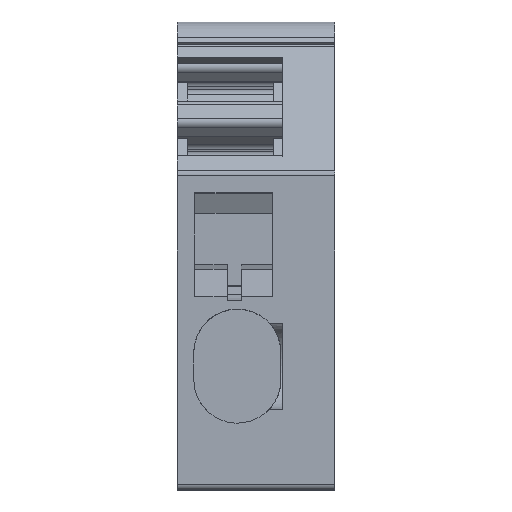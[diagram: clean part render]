
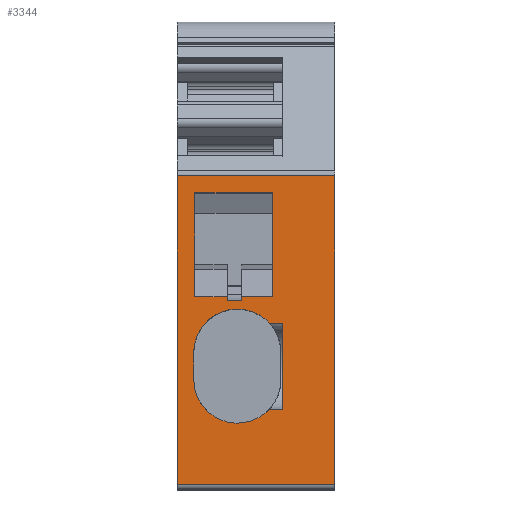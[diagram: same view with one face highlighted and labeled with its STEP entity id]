
A CAD part, top view. The second image highlights one B-rep face of the part: STEP entity #3344.
In plain terms, the highlighted planar face has unit normal (0, 0, 1).
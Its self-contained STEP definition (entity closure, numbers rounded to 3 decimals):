
#3163=AXIS2_PLACEMENT_3D('Plane Axis2P3D',#3160,#3161,#3162) ;
#1569=CARTESIAN_POINT('Vertex',(0.,0.25,42.)) ;
#1572=CARTESIAN_POINT('Line Origine',(0.,7.683,42.)) ;
#1576=CARTESIAN_POINT('Vertex',(0.,15.116,42.)) ;
#2517=CARTESIAN_POINT('Vertex',(7.6,15.116,42.)) ;
#2520=CARTESIAN_POINT('Line Origine',(7.6,7.683,42.)) ;
#2524=CARTESIAN_POINT('Vertex',(7.6,0.25,42.)) ;
#3148=CARTESIAN_POINT('Line Origine',(7.6,0.25,42.)) ;
#3160=CARTESIAN_POINT('Axis2P3D Location',(7.6,15.116,42.)) ;
#3165=CARTESIAN_POINT('Line Origine',(3.8,15.116,42.)) ;
#3176=CARTESIAN_POINT('Line Origine',(3.845,9.303,42.)) ;
#3180=CARTESIAN_POINT('Vertex',(3.09,9.303,42.)) ;
#3182=CARTESIAN_POINT('Vertex',(4.6,9.303,42.)) ;
#3185=CARTESIAN_POINT('Line Origine',(3.09,9.201,42.)) ;
#3189=CARTESIAN_POINT('Vertex',(3.09,9.1,42.)) ;
#3192=CARTESIAN_POINT('Line Origine',(2.75,9.1,42.)) ;
#3196=CARTESIAN_POINT('Vertex',(2.41,9.1,42.)) ;
#3199=CARTESIAN_POINT('Line Origine',(2.41,9.201,42.)) ;
#3203=CARTESIAN_POINT('Vertex',(2.41,9.303,42.)) ;
#3206=CARTESIAN_POINT('Line Origine',(1.63,9.303,42.)) ;
#3210=CARTESIAN_POINT('Vertex',(0.85,9.303,42.)) ;
#3213=CARTESIAN_POINT('Line Origine',(0.85,11.805,42.)) ;
#3217=CARTESIAN_POINT('Vertex',(0.85,14.308,42.)) ;
#3220=CARTESIAN_POINT('Line Origine',(2.725,14.308,42.)) ;
#3224=CARTESIAN_POINT('Vertex',(4.6,14.308,42.)) ;
#3227=CARTESIAN_POINT('Line Origine',(4.6,11.805,42.)) ;
#3242=CARTESIAN_POINT('Line Origine',(4.771,3.875,42.)) ;
#3246=CARTESIAN_POINT('Vertex',(4.443,3.875,42.)) ;
#3248=CARTESIAN_POINT('Vertex',(5.1,3.875,42.)) ;
#3252=CARTESIAN_POINT('Control Point',(2.9,3.2,42.)) ;
#3253=CARTESIAN_POINT('Control Point',(3.092,3.2,42.)) ;
#3254=CARTESIAN_POINT('Control Point',(3.284,3.222,42.)) ;
#3255=CARTESIAN_POINT('Control Point',(3.473,3.266,42.)) ;
#3256=CARTESIAN_POINT('Control Point',(3.802,3.383,42.)) ;
#3257=CARTESIAN_POINT('Control Point',(4.098,3.565,42.)) ;
#3258=CARTESIAN_POINT('Control Point',(4.223,3.658,42.)) ;
#3259=CARTESIAN_POINT('Control Point',(4.338,3.762,42.)) ;
#3260=CARTESIAN_POINT('Control Point',(4.443,3.875,42.)) ;
#3261=CARTESIAN_POINT('Vertex',(2.9,3.2,42.)) ;
#3265=CARTESIAN_POINT('Control Point',(0.8,5.3,42.)) ;
#3266=CARTESIAN_POINT('Control Point',(0.8,5.087,42.)) ;
#3267=CARTESIAN_POINT('Control Point',(0.827,4.874,42.)) ;
#3268=CARTESIAN_POINT('Control Point',(0.881,4.666,42.)) ;
#3269=CARTESIAN_POINT('Control Point',(1.041,4.267,42.)) ;
#3270=CARTESIAN_POINT('Control Point',(1.295,3.921,42.)) ;
#3271=CARTESIAN_POINT('Control Point',(1.443,3.765,42.)) ;
#3272=CARTESIAN_POINT('Control Point',(1.776,3.494,42.)) ;
#3273=CARTESIAN_POINT('Control Point',(2.166,3.315,42.)) ;
#3274=CARTESIAN_POINT('Control Point',(2.372,3.251,42.)) ;
#3275=CARTESIAN_POINT('Control Point',(2.604,3.209,42.)) ;
#3276=CARTESIAN_POINT('Control Point',(2.838,3.201,42.)) ;
#3277=CARTESIAN_POINT('Control Point',(2.858,3.2,42.)) ;
#3278=CARTESIAN_POINT('Control Point',(2.879,3.2,42.)) ;
#3279=CARTESIAN_POINT('Control Point',(2.9,3.2,42.)) ;
#3280=CARTESIAN_POINT('Vertex',(0.8,5.3,42.)) ;
#3283=CARTESIAN_POINT('Line Origine',(0.8,5.95,42.)) ;
#3287=CARTESIAN_POINT('Vertex',(0.8,6.6,42.)) ;
#3291=CARTESIAN_POINT('Control Point',(2.9,8.697,42.)) ;
#3292=CARTESIAN_POINT('Control Point',(2.82,8.697,42.)) ;
#3293=CARTESIAN_POINT('Control Point',(2.74,8.694,42.)) ;
#3294=CARTESIAN_POINT('Control Point',(2.66,8.686,42.)) ;
#3295=CARTESIAN_POINT('Control Point',(2.369,8.644,42.)) ;
#3296=CARTESIAN_POINT('Control Point',(2.089,8.552,42.)) ;
#3297=CARTESIAN_POINT('Control Point',(1.894,8.46,42.)) ;
#3298=CARTESIAN_POINT('Control Point',(1.533,8.227,42.)) ;
#3299=CARTESIAN_POINT('Control Point',(1.241,7.912,42.)) ;
#3300=CARTESIAN_POINT('Control Point',(1.116,7.737,42.)) ;
#3301=CARTESIAN_POINT('Control Point',(0.942,7.411,42.)) ;
#3302=CARTESIAN_POINT('Control Point',(0.842,7.058,42.)) ;
#3303=CARTESIAN_POINT('Control Point',(0.814,6.906,42.)) ;
#3304=CARTESIAN_POINT('Control Point',(0.8,6.753,42.)) ;
#3305=CARTESIAN_POINT('Control Point',(0.8,6.6,42.)) ;
#3306=CARTESIAN_POINT('Vertex',(2.9,8.697,42.)) ;
#3310=CARTESIAN_POINT('Control Point',(4.44,8.025,42.)) ;
#3311=CARTESIAN_POINT('Control Point',(4.295,8.181,42.)) ;
#3312=CARTESIAN_POINT('Control Point',(4.131,8.319,42.)) ;
#3313=CARTESIAN_POINT('Control Point',(3.95,8.435,42.)) ;
#3314=CARTESIAN_POINT('Control Point',(3.635,8.584,42.)) ;
#3315=CARTESIAN_POINT('Control Point',(3.297,8.666,42.)) ;
#3316=CARTESIAN_POINT('Control Point',(3.166,8.687,42.)) ;
#3317=CARTESIAN_POINT('Control Point',(3.033,8.697,42.)) ;
#3318=CARTESIAN_POINT('Control Point',(2.9,8.697,42.)) ;
#3319=CARTESIAN_POINT('Vertex',(4.44,8.025,42.)) ;
#3322=CARTESIAN_POINT('Line Origine',(4.77,8.025,42.)) ;
#3326=CARTESIAN_POINT('Vertex',(5.1,8.025,42.)) ;
#3329=CARTESIAN_POINT('Line Origine',(5.1,5.95,42.)) ;
#1573=DIRECTION('Vector Direction',(0.,-1.,0.)) ;
#2521=DIRECTION('Vector Direction',(0.,-1.,0.)) ;
#3149=DIRECTION('Vector Direction',(1.,0.,0.)) ;
#3161=DIRECTION('Axis2P3D Direction',(0.,0.,-1.)) ;
#3162=DIRECTION('Axis2P3D XDirection',(0.,1.,0.)) ;
#3166=DIRECTION('Vector Direction',(-1.,0.,0.)) ;
#3177=DIRECTION('Vector Direction',(1.,0.,0.)) ;
#3186=DIRECTION('Vector Direction',(0.,-1.,0.)) ;
#3193=DIRECTION('Vector Direction',(1.,0.,0.)) ;
#3200=DIRECTION('Vector Direction',(0.,-1.,0.)) ;
#3207=DIRECTION('Vector Direction',(1.,0.,0.)) ;
#3214=DIRECTION('Vector Direction',(0.,-1.,0.)) ;
#3221=DIRECTION('Vector Direction',(-1.,0.,0.)) ;
#3228=DIRECTION('Vector Direction',(0.,-1.,0.)) ;
#3243=DIRECTION('Vector Direction',(1.,0.,0.)) ;
#3284=DIRECTION('Vector Direction',(0.,-1.,0.)) ;
#3323=DIRECTION('Vector Direction',(-1.,0.,0.)) ;
#3330=DIRECTION('Vector Direction',(0.,-1.,0.)) ;
#1574=VECTOR('Line Direction',#1573,1.) ;
#2522=VECTOR('Line Direction',#2521,1.) ;
#3150=VECTOR('Line Direction',#3149,1.) ;
#3167=VECTOR('Line Direction',#3166,1.) ;
#3178=VECTOR('Line Direction',#3177,1.) ;
#3187=VECTOR('Line Direction',#3186,1.) ;
#3194=VECTOR('Line Direction',#3193,1.) ;
#3201=VECTOR('Line Direction',#3200,1.) ;
#3208=VECTOR('Line Direction',#3207,1.) ;
#3215=VECTOR('Line Direction',#3214,1.) ;
#3222=VECTOR('Line Direction',#3221,1.) ;
#3229=VECTOR('Line Direction',#3228,1.) ;
#3244=VECTOR('Line Direction',#3243,1.) ;
#3285=VECTOR('Line Direction',#3284,1.) ;
#3324=VECTOR('Line Direction',#3323,1.) ;
#3331=VECTOR('Line Direction',#3330,1.) ;
#3171=ORIENTED_EDGE('',*,*,#1578,.T.) ;
#3172=ORIENTED_EDGE('',*,*,#3152,.F.) ;
#3173=ORIENTED_EDGE('',*,*,#2526,.F.) ;
#3174=ORIENTED_EDGE('',*,*,#3169,.T.) ;
#3233=ORIENTED_EDGE('',*,*,#3184,.F.) ;
#3234=ORIENTED_EDGE('',*,*,#3191,.T.) ;
#3235=ORIENTED_EDGE('',*,*,#3198,.F.) ;
#3236=ORIENTED_EDGE('',*,*,#3205,.F.) ;
#3237=ORIENTED_EDGE('',*,*,#3212,.F.) ;
#3238=ORIENTED_EDGE('',*,*,#3219,.F.) ;
#3239=ORIENTED_EDGE('',*,*,#3226,.F.) ;
#3240=ORIENTED_EDGE('',*,*,#3231,.T.) ;
#3335=ORIENTED_EDGE('',*,*,#3250,.F.) ;
#3336=ORIENTED_EDGE('',*,*,#3263,.F.) ;
#3337=ORIENTED_EDGE('',*,*,#3282,.F.) ;
#3338=ORIENTED_EDGE('',*,*,#3289,.F.) ;
#3339=ORIENTED_EDGE('',*,*,#3308,.F.) ;
#3340=ORIENTED_EDGE('',*,*,#3321,.F.) ;
#3341=ORIENTED_EDGE('',*,*,#3328,.F.) ;
#3342=ORIENTED_EDGE('',*,*,#3333,.T.) ;
#3241=FACE_BOUND('',#3232,.T.) ;
#3343=FACE_BOUND('',#3334,.T.) ;
#3344=ADVANCED_FACE('V1',(#3175,#3241,#3343),#3164,.F.) ;
#3251=B_SPLINE_CURVE_WITH_KNOTS('',5,(#3252,#3253,#3254,#3255,#3256,#3257,#3258,#3259,#3260),.UNSPECIFIED.,.F.,.U.,(6,3,6),(4.665,6.024,7.115),.UNSPECIFIED.) ;
#3264=B_SPLINE_CURVE_WITH_KNOTS('',5,(#3265,#3266,#3267,#3268,#3269,#3270,#3271,#3272,#3273,#3274,#3275,#3276,#3277,#3278,#3279),.UNSPECIFIED.,.F.,.U.,(6,3,3,3,6),(0.,1.506,3.012,4.518,4.665),.UNSPECIFIED.) ;
#3290=B_SPLINE_CURVE_WITH_KNOTS('',5,(#3291,#3292,#3293,#3294,#3295,#3296,#3297,#3298,#3299,#3300,#3301,#3302,#3303,#3304,#3305),.UNSPECIFIED.,.F.,.U.,(6,3,3,3,6),(2.445,3.012,4.518,6.024,7.107),.UNSPECIFIED.) ;
#3309=B_SPLINE_CURVE_WITH_KNOTS('',5,(#3310,#3311,#3312,#3313,#3314,#3315,#3316,#3317,#3318),.UNSPECIFIED.,.F.,.U.,(6,3,6),(0.,1.506,2.445),.UNSPECIFIED.) ;
#1578=EDGE_CURVE('',#1577,#1570,#1575,.T.) ;
#2526=EDGE_CURVE('',#2518,#2525,#2523,.T.) ;
#3152=EDGE_CURVE('',#2525,#1570,#3151,.F.) ;
#3169=EDGE_CURVE('',#2518,#1577,#3168,.T.) ;
#3184=EDGE_CURVE('',#3181,#3183,#3179,.T.) ;
#3191=EDGE_CURVE('',#3181,#3190,#3188,.T.) ;
#3198=EDGE_CURVE('',#3197,#3190,#3195,.T.) ;
#3205=EDGE_CURVE('',#3204,#3197,#3202,.T.) ;
#3212=EDGE_CURVE('',#3211,#3204,#3209,.T.) ;
#3219=EDGE_CURVE('',#3218,#3211,#3216,.T.) ;
#3226=EDGE_CURVE('',#3225,#3218,#3223,.T.) ;
#3231=EDGE_CURVE('',#3225,#3183,#3230,.T.) ;
#3250=EDGE_CURVE('',#3247,#3249,#3245,.T.) ;
#3263=EDGE_CURVE('',#3262,#3247,#3251,.T.) ;
#3282=EDGE_CURVE('',#3281,#3262,#3264,.T.) ;
#3289=EDGE_CURVE('',#3288,#3281,#3286,.T.) ;
#3308=EDGE_CURVE('',#3307,#3288,#3290,.T.) ;
#3321=EDGE_CURVE('',#3320,#3307,#3309,.T.) ;
#3328=EDGE_CURVE('',#3327,#3320,#3325,.T.) ;
#3333=EDGE_CURVE('',#3327,#3249,#3332,.T.) ;
#3170=EDGE_LOOP('',(#3171,#3172,#3173,#3174)) ;
#3232=EDGE_LOOP('',(#3233,#3234,#3235,#3236,#3237,#3238,#3239,#3240)) ;
#3334=EDGE_LOOP('',(#3335,#3336,#3337,#3338,#3339,#3340,#3341,#3342)) ;
#3175=FACE_OUTER_BOUND('',#3170,.T.) ;
#1575=LINE('Line',#1572,#1574) ;
#2523=LINE('Line',#2520,#2522) ;
#3151=LINE('Line',#3148,#3150) ;
#3168=LINE('Line',#3165,#3167) ;
#3179=LINE('Line',#3176,#3178) ;
#3188=LINE('Line',#3185,#3187) ;
#3195=LINE('Line',#3192,#3194) ;
#3202=LINE('Line',#3199,#3201) ;
#3209=LINE('Line',#3206,#3208) ;
#3216=LINE('Line',#3213,#3215) ;
#3223=LINE('Line',#3220,#3222) ;
#3230=LINE('Line',#3227,#3229) ;
#3245=LINE('Line',#3242,#3244) ;
#3286=LINE('Line',#3283,#3285) ;
#3325=LINE('Line',#3322,#3324) ;
#3332=LINE('Line',#3329,#3331) ;
#3164=PLANE('',#3163) ;
#1570=VERTEX_POINT('',#1569) ;
#1577=VERTEX_POINT('',#1576) ;
#2518=VERTEX_POINT('',#2517) ;
#2525=VERTEX_POINT('',#2524) ;
#3181=VERTEX_POINT('',#3180) ;
#3183=VERTEX_POINT('',#3182) ;
#3190=VERTEX_POINT('',#3189) ;
#3197=VERTEX_POINT('',#3196) ;
#3204=VERTEX_POINT('',#3203) ;
#3211=VERTEX_POINT('',#3210) ;
#3218=VERTEX_POINT('',#3217) ;
#3225=VERTEX_POINT('',#3224) ;
#3247=VERTEX_POINT('',#3246) ;
#3249=VERTEX_POINT('',#3248) ;
#3262=VERTEX_POINT('',#3261) ;
#3281=VERTEX_POINT('',#3280) ;
#3288=VERTEX_POINT('',#3287) ;
#3307=VERTEX_POINT('',#3306) ;
#3320=VERTEX_POINT('',#3319) ;
#3327=VERTEX_POINT('',#3326) ;
